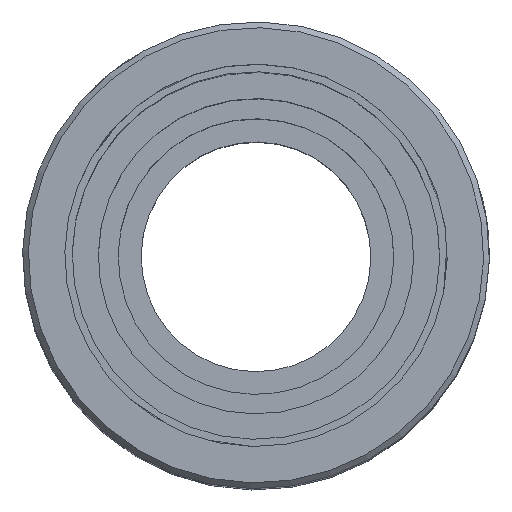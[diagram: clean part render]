
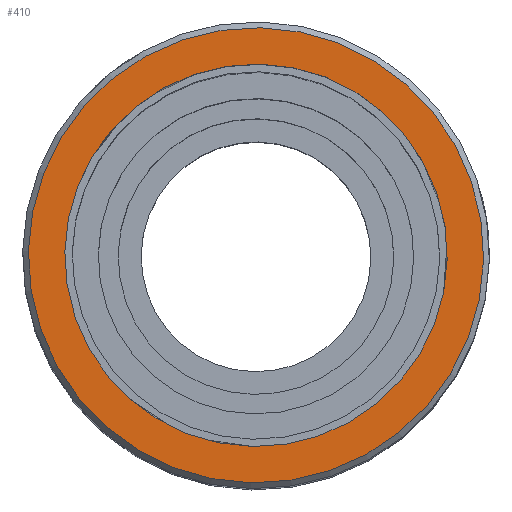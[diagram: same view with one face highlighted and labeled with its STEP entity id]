
A CAD part, top view. The second image highlights one B-rep face of the part: STEP entity #410.
In plain terms, the highlighted planar face has unit normal (0, 0, 1).
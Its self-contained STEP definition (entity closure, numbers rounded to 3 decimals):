
#165 = CIRCLE ( 'NONE', #465, 16.65 ) ;
#217 = AXIS2_PLACEMENT_3D ( 'NONE', #1118, #1665, #883 ) ;
#410 = ADVANCED_FACE ( 'NONE', ( #1559, #1154 ), #511, .F. ) ;
#429 = CARTESIAN_POINT ( 'NONE',  ( -18.104, -8.431, 126.004 ) ) ;
#465 = AXIS2_PLACEMENT_3D ( 'NONE', #855, #1672, #1145 ) ;
#503 = DIRECTION ( 'NONE',  ( 0., 0., -1. ) ) ;
#511 = PLANE ( 'NONE',  #1144 ) ;
#554 = CARTESIAN_POINT ( 'NONE',  ( -20.573, -10.419, 126.004 ) ) ;
#772 = CARTESIAN_POINT ( 'NONE',  ( -20.573, -10.419, 126.004 ) ) ;
#855 = CARTESIAN_POINT ( 'NONE',  ( -5.136, 2.012, 126.004 ) ) ;
#883 = DIRECTION ( 'NONE',  ( -0.779, -0.627, 0. ) ) ;
#902 = EDGE_LOOP ( 'NONE', ( #1695 ) ) ;
#933 = VERTEX_POINT ( 'NONE', #429 ) ;
#1118 = CARTESIAN_POINT ( 'NONE',  ( -5.136, 2.012, 126.004 ) ) ;
#1144 = AXIS2_PLACEMENT_3D ( 'NONE', #772, #503, #1304 ) ;
#1145 = DIRECTION ( 'NONE',  ( -0.779, -0.627, 0. ) ) ;
#1154 = FACE_BOUND ( 'NONE', #902, .T. ) ;
#1304 = DIRECTION ( 'NONE',  ( -0.779, -0.627, 0. ) ) ;
#1385 = VERTEX_POINT ( 'NONE', #554 ) ;
#1538 = CIRCLE ( 'NONE', #217, 19.82 ) ;
#1559 = FACE_OUTER_BOUND ( 'NONE', #1685, .T. ) ;
#1578 = EDGE_CURVE ( 'NONE', #933, #933, #165, .T. ) ;
#1640 = EDGE_CURVE ( 'NONE', #1385, #1385, #1538, .T. ) ;
#1665 = DIRECTION ( 'NONE',  ( 0., 0., -1. ) ) ;
#1669 = ORIENTED_EDGE ( 'NONE', *, *, #1640, .F. ) ;
#1672 = DIRECTION ( 'NONE',  ( 0., 0., 1. ) ) ;
#1685 = EDGE_LOOP ( 'NONE', ( #1669 ) ) ;
#1695 = ORIENTED_EDGE ( 'NONE', *, *, #1578, .F. ) ;
